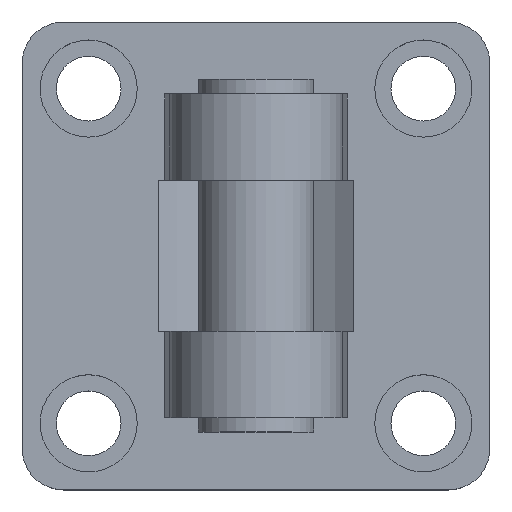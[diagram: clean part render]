
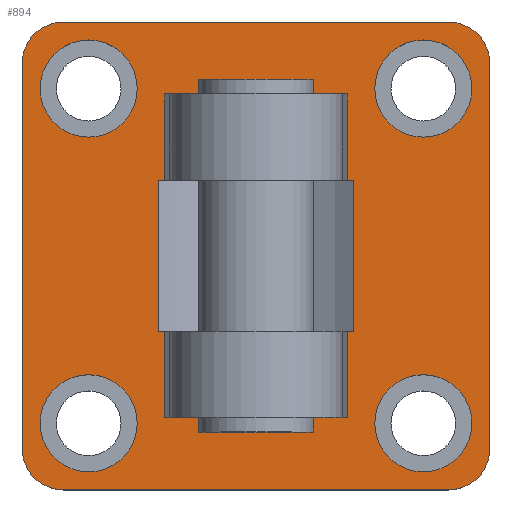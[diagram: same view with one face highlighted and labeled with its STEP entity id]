
A CAD part, top view. The second image highlights one B-rep face of the part: STEP entity #894.
In plain terms, the highlighted planar face has unit normal (0, 0, 1).
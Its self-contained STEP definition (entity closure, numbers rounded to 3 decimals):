
#39=LINE('',#1228,#79);
#40=LINE('',#1232,#80);
#41=LINE('',#1236,#81);
#42=LINE('',#1240,#82);
#43=LINE('',#1241,#83);
#44=LINE('',#1244,#84);
#45=LINE('',#1246,#85);
#46=LINE('',#1248,#86);
#47=LINE('',#1250,#87);
#48=LINE('',#1252,#88);
#49=LINE('',#1254,#89);
#50=LINE('',#1256,#90);
#51=LINE('',#1258,#91);
#52=LINE('',#1260,#92);
#53=LINE('',#1262,#93);
#54=LINE('',#1264,#94);
#79=VECTOR('',#1031,1000.);
#80=VECTOR('',#1034,1000.);
#81=VECTOR('',#1037,1000.);
#82=VECTOR('',#1040,1000.);
#83=VECTOR('',#1041,1000.);
#84=VECTOR('',#1042,1000.);
#85=VECTOR('',#1043,1000.);
#86=VECTOR('',#1044,1000.);
#87=VECTOR('',#1045,1000.);
#88=VECTOR('',#1046,1000.);
#89=VECTOR('',#1047,1000.);
#90=VECTOR('',#1048,1000.);
#91=VECTOR('',#1049,1000.);
#92=VECTOR('',#1050,1000.);
#93=VECTOR('',#1051,1000.);
#94=VECTOR('',#1052,1000.);
#119=ORIENTED_EDGE('',*,*,#275,.T.);
#120=ORIENTED_EDGE('',*,*,#276,.T.);
#121=ORIENTED_EDGE('',*,*,#277,.T.);
#122=ORIENTED_EDGE('',*,*,#278,.T.);
#123=ORIENTED_EDGE('',*,*,#279,.F.);
#124=ORIENTED_EDGE('',*,*,#280,.F.);
#125=ORIENTED_EDGE('',*,*,#281,.F.);
#126=ORIENTED_EDGE('',*,*,#282,.F.);
#127=ORIENTED_EDGE('',*,*,#283,.F.);
#128=ORIENTED_EDGE('',*,*,#284,.F.);
#129=ORIENTED_EDGE('',*,*,#285,.F.);
#130=ORIENTED_EDGE('',*,*,#286,.F.);
#131=ORIENTED_EDGE('',*,*,#287,.T.);
#132=ORIENTED_EDGE('',*,*,#288,.T.);
#133=ORIENTED_EDGE('',*,*,#289,.T.);
#134=ORIENTED_EDGE('',*,*,#290,.T.);
#135=ORIENTED_EDGE('',*,*,#291,.T.);
#136=ORIENTED_EDGE('',*,*,#292,.T.);
#137=ORIENTED_EDGE('',*,*,#293,.F.);
#138=ORIENTED_EDGE('',*,*,#294,.F.);
#139=ORIENTED_EDGE('',*,*,#295,.T.);
#140=ORIENTED_EDGE('',*,*,#296,.T.);
#141=ORIENTED_EDGE('',*,*,#297,.T.);
#142=ORIENTED_EDGE('',*,*,#298,.F.);
#275=EDGE_CURVE('',#353,#353,#413,.T.);
#276=EDGE_CURVE('',#354,#354,#414,.T.);
#277=EDGE_CURVE('',#355,#355,#415,.T.);
#278=EDGE_CURVE('',#356,#356,#416,.T.);
#279=EDGE_CURVE('',#357,#358,#417,.T.);
#280=EDGE_CURVE('',#359,#357,#39,.T.);
#281=EDGE_CURVE('',#360,#359,#418,.T.);
#282=EDGE_CURVE('',#361,#360,#40,.T.);
#283=EDGE_CURVE('',#362,#361,#419,.T.);
#284=EDGE_CURVE('',#363,#362,#41,.T.);
#285=EDGE_CURVE('',#364,#363,#420,.T.);
#286=EDGE_CURVE('',#358,#364,#42,.T.);
#287=EDGE_CURVE('',#365,#366,#43,.T.);
#288=EDGE_CURVE('',#366,#367,#44,.T.);
#289=EDGE_CURVE('',#367,#368,#45,.T.);
#290=EDGE_CURVE('',#368,#369,#46,.T.);
#291=EDGE_CURVE('',#369,#370,#47,.T.);
#292=EDGE_CURVE('',#370,#371,#48,.T.);
#293=EDGE_CURVE('',#372,#371,#49,.T.);
#294=EDGE_CURVE('',#373,#372,#50,.T.);
#295=EDGE_CURVE('',#373,#374,#51,.T.);
#296=EDGE_CURVE('',#374,#375,#52,.T.);
#297=EDGE_CURVE('',#375,#376,#53,.T.);
#298=EDGE_CURVE('',#365,#376,#54,.T.);
#353=VERTEX_POINT('',#1218);
#354=VERTEX_POINT('',#1220);
#355=VERTEX_POINT('',#1222);
#356=VERTEX_POINT('',#1224);
#357=VERTEX_POINT('',#1226);
#358=VERTEX_POINT('',#1227);
#359=VERTEX_POINT('',#1229);
#360=VERTEX_POINT('',#1231);
#361=VERTEX_POINT('',#1233);
#362=VERTEX_POINT('',#1235);
#363=VERTEX_POINT('',#1237);
#364=VERTEX_POINT('',#1239);
#365=VERTEX_POINT('',#1242);
#366=VERTEX_POINT('',#1243);
#367=VERTEX_POINT('',#1245);
#368=VERTEX_POINT('',#1247);
#369=VERTEX_POINT('',#1249);
#370=VERTEX_POINT('',#1251);
#371=VERTEX_POINT('',#1253);
#372=VERTEX_POINT('',#1255);
#373=VERTEX_POINT('',#1257);
#374=VERTEX_POINT('',#1259);
#375=VERTEX_POINT('',#1261);
#376=VERTEX_POINT('',#1263);
#413=CIRCLE('',#940,6.75);
#414=CIRCLE('',#941,6.75);
#415=CIRCLE('',#942,6.75);
#416=CIRCLE('',#943,6.75);
#417=CIRCLE('',#944,5.75);
#418=CIRCLE('',#945,5.75);
#419=CIRCLE('',#946,5.75);
#420=CIRCLE('',#947,5.75);
#451=EDGE_LOOP('',(#119));
#452=EDGE_LOOP('',(#120));
#453=EDGE_LOOP('',(#121));
#454=EDGE_LOOP('',(#122));
#455=EDGE_LOOP('',(#123,#124,#125,#126,#127,#128,#129,#130));
#456=EDGE_LOOP('',(#131,#132,#133,#134,#135,#136,#137,#138,#139,#140,#141,
#142));
#521=FACE_BOUND('',#451,.T.);
#522=FACE_BOUND('',#452,.T.);
#523=FACE_BOUND('',#453,.T.);
#524=FACE_BOUND('',#454,.T.);
#525=FACE_BOUND('',#455,.T.);
#526=FACE_BOUND('',#456,.T.);
#591=PLANE('',#939);
#894=ADVANCED_FACE('',(#521,#522,#523,#524,#525,#526),#591,.T.);
#939=AXIS2_PLACEMENT_3D('',#1216,#1019,#1020);
#940=AXIS2_PLACEMENT_3D('',#1217,#1021,#1022);
#941=AXIS2_PLACEMENT_3D('',#1219,#1023,#1024);
#942=AXIS2_PLACEMENT_3D('',#1221,#1025,#1026);
#943=AXIS2_PLACEMENT_3D('',#1223,#1027,#1028);
#944=AXIS2_PLACEMENT_3D('',#1225,#1029,#1030);
#945=AXIS2_PLACEMENT_3D('',#1230,#1032,#1033);
#946=AXIS2_PLACEMENT_3D('',#1234,#1035,#1036);
#947=AXIS2_PLACEMENT_3D('',#1238,#1038,#1039);
#1019=DIRECTION('',(0.,0.,1.));
#1020=DIRECTION('',(1.,0.,0.));
#1021=DIRECTION('',(0.,0.,-1.));
#1022=DIRECTION('',(1.,0.,0.));
#1023=DIRECTION('',(0.,0.,-1.));
#1024=DIRECTION('',(1.,0.,0.));
#1025=DIRECTION('',(0.,0.,-1.));
#1026=DIRECTION('',(1.,0.,0.));
#1027=DIRECTION('',(0.,0.,-1.));
#1028=DIRECTION('',(1.,0.,0.));
#1029=DIRECTION('',(0.,0.,-1.));
#1030=DIRECTION('',(0.707,-0.707,0.));
#1031=DIRECTION('',(0.,-1.,0.));
#1032=DIRECTION('',(0.,0.,-1.));
#1033=DIRECTION('',(0.707,0.707,0.));
#1034=DIRECTION('',(1.,0.,0.));
#1035=DIRECTION('',(0.,0.,-1.));
#1036=DIRECTION('',(-0.707,0.707,0.));
#1037=DIRECTION('',(0.,1.,0.));
#1038=DIRECTION('',(0.,0.,-1.));
#1039=DIRECTION('',(-0.707,-0.707,0.));
#1040=DIRECTION('',(-1.,0.,0.));
#1041=DIRECTION('',(0.,-1.,0.));
#1042=DIRECTION('',(-1.,0.,0.));
#1043=DIRECTION('',(0.,-1.,0.));
#1044=DIRECTION('',(-1.,0.,0.));
#1045=DIRECTION('',(0.,1.,0.));
#1046=DIRECTION('',(-1.,0.,0.));
#1047=DIRECTION('',(0.,-1.,0.));
#1048=DIRECTION('',(-1.,0.,0.));
#1049=DIRECTION('',(0.,1.,0.));
#1050=DIRECTION('',(1.,0.,0.));
#1051=DIRECTION('',(0.,-1.,0.));
#1052=DIRECTION('',(-1.,0.,0.));
#1216=CARTESIAN_POINT('',(0.,0.,11.));
#1217=CARTESIAN_POINT('',(23.25,-23.25,11.));
#1218=CARTESIAN_POINT('',(30.,-23.25,11.));
#1219=CARTESIAN_POINT('',(-23.25,23.25,11.));
#1220=CARTESIAN_POINT('',(-16.5,23.25,11.));
#1221=CARTESIAN_POINT('',(-23.25,-23.25,11.));
#1222=CARTESIAN_POINT('',(-16.5,-23.25,11.));
#1223=CARTESIAN_POINT('',(23.25,23.25,11.));
#1224=CARTESIAN_POINT('',(30.,23.25,11.));
#1225=CARTESIAN_POINT('',(26.75,-26.75,11.));
#1226=CARTESIAN_POINT('',(32.5,-26.75,11.));
#1227=CARTESIAN_POINT('',(26.75,-32.5,11.));
#1228=CARTESIAN_POINT('',(32.5,26.75,11.));
#1229=CARTESIAN_POINT('',(32.5,26.75,11.));
#1230=CARTESIAN_POINT('',(26.75,26.75,11.));
#1231=CARTESIAN_POINT('',(26.75,32.5,11.));
#1232=CARTESIAN_POINT('',(-26.75,32.5,11.));
#1233=CARTESIAN_POINT('',(-26.75,32.5,11.));
#1234=CARTESIAN_POINT('',(-26.75,26.75,11.));
#1235=CARTESIAN_POINT('',(-32.5,26.75,11.));
#1236=CARTESIAN_POINT('',(-32.5,-26.75,11.));
#1237=CARTESIAN_POINT('',(-32.5,-26.75,11.));
#1238=CARTESIAN_POINT('',(-26.75,-26.75,11.));
#1239=CARTESIAN_POINT('',(-26.75,-32.5,11.));
#1240=CARTESIAN_POINT('',(26.75,-32.5,11.));
#1241=CARTESIAN_POINT('',(13.601,10.5,11.));
#1242=CARTESIAN_POINT('',(13.601,10.5,11.));
#1243=CARTESIAN_POINT('',(13.601,-10.5,11.));
#1244=CARTESIAN_POINT('',(13.601,-10.5,11.));
#1245=CARTESIAN_POINT('',(12.71,-10.5,11.));
#1246=CARTESIAN_POINT('',(12.71,-10.5,11.));
#1247=CARTESIAN_POINT('',(12.71,-22.5,11.));
#1248=CARTESIAN_POINT('',(12.71,-22.5,11.));
#1249=CARTESIAN_POINT('',(-12.71,-22.5,11.));
#1250=CARTESIAN_POINT('',(-12.71,-22.5,11.));
#1251=CARTESIAN_POINT('',(-12.71,-10.5,11.));
#1252=CARTESIAN_POINT('',(13.601,-10.5,11.));
#1253=CARTESIAN_POINT('',(-13.601,-10.5,11.));
#1254=CARTESIAN_POINT('',(-13.601,10.5,11.));
#1255=CARTESIAN_POINT('',(-13.601,10.5,11.));
#1256=CARTESIAN_POINT('',(13.601,10.5,11.));
#1257=CARTESIAN_POINT('',(-12.71,10.5,11.));
#1258=CARTESIAN_POINT('',(-12.71,10.5,11.));
#1259=CARTESIAN_POINT('',(-12.71,22.5,11.));
#1260=CARTESIAN_POINT('',(-12.71,22.5,11.));
#1261=CARTESIAN_POINT('',(12.71,22.5,11.));
#1262=CARTESIAN_POINT('',(12.71,22.5,11.));
#1263=CARTESIAN_POINT('',(12.71,10.5,11.));
#1264=CARTESIAN_POINT('',(13.601,10.5,11.));
